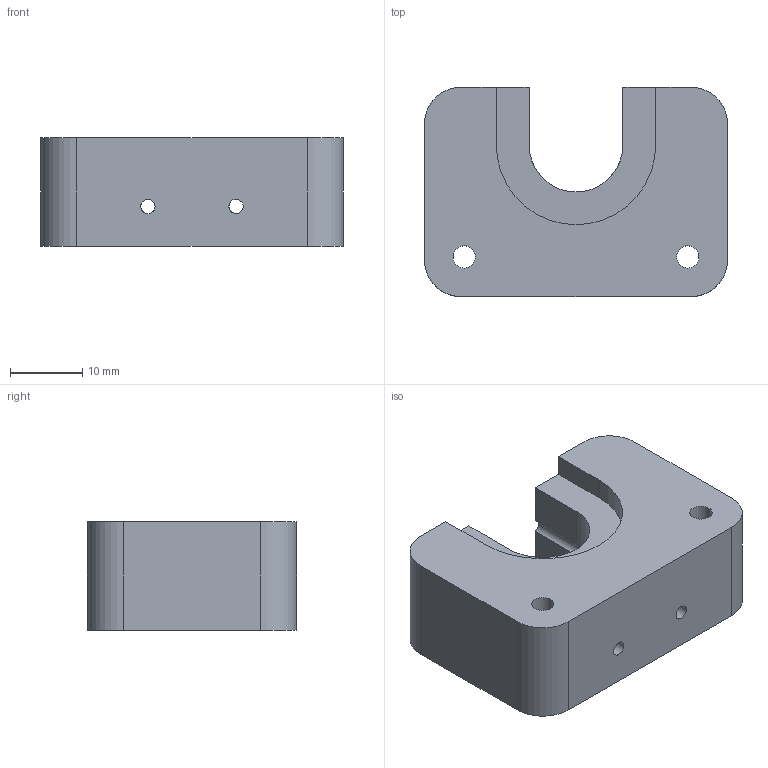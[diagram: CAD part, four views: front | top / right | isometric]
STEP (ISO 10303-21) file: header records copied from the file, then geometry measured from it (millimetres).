
FILE_DESCRIPTION((''),'2;1');
FILE_NAME('UHMW_block.ipt.step','2013-10-18T14:32:07',(''),(''),'Autodesk Inventor 2013','Autodesk Inventor 2013','');
FILE_SCHEMA(('AUTOMOTIVE_DESIGN { 1 0 10303 214 1 1 1 1 }'));
Length unit declared in the file: millimetre
Products named in the file (1): UHMW_block
Bounding box: 42 x 29 x 15 mm (x, y, z)
Volume: 14438 mm3; surface area: 4907.5 mm2
Topology: 1 solids, 1 shells, 24 faces, 73 edges, 49 vertices
Faces by surface type: plane 14, cylinder 10
Full cylindrical faces by diameter (mm): 2 x2, 3.1 x2
Entity records: 866 total; most frequent: CARTESIAN_POINT 187, DIRECTION 134, ORIENTED_EDGE 132, EDGE_CURVE 66, VERTEX_POINT 46, AXIS2_PLACEMENT_3D 45, VECTOR 44, LINE 44
